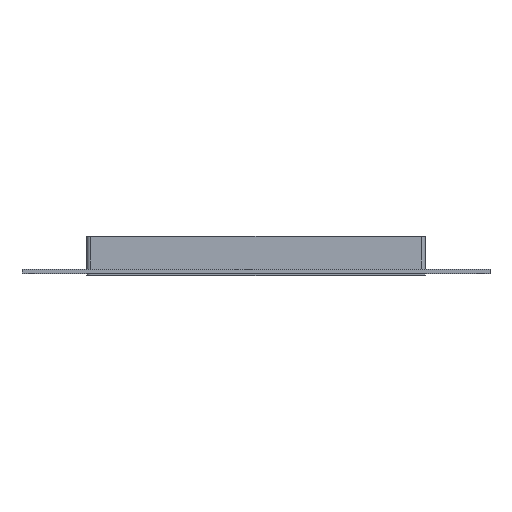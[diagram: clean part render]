
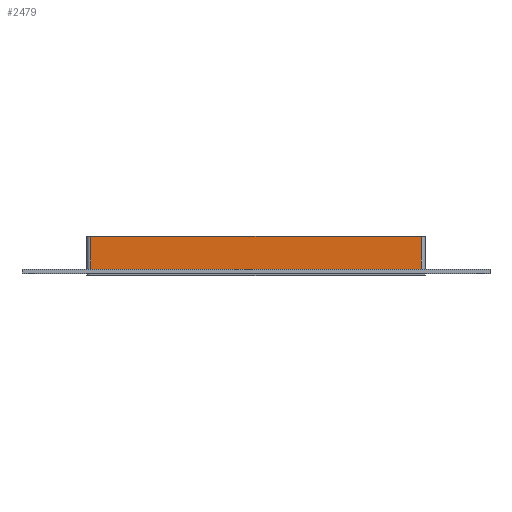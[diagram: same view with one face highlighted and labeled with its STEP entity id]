
A CAD part, top view. The second image highlights one B-rep face of the part: STEP entity #2479.
In plain terms, the highlighted planar face has unit normal (0, 0, 1).
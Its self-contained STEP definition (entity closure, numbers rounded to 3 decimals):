
#1322=CARTESIAN_POINT('',(-256.,57.0,290.));
#1323=VERTEX_POINT('',#1322);
#1331=CARTESIAN_POINT('',(256.,57.0,290.));
#1332=VERTEX_POINT('',#1331);
#1333=CARTESIAN_POINT('',(-256.0,57.0,290.));
#1334=DIRECTION('',(1.0,0.0,0.0));
#1335=VECTOR('',#1334,512.0);
#1336=LINE('',#1333,#1335);
#1337=EDGE_CURVE('',#1323,#1332,#1336,.T.);
#1929=CARTESIAN_POINT('',(256.,6.,290.));
#1930=VERTEX_POINT('',#1929);
#1938=CARTESIAN_POINT('',(-256.,6.,290.));
#1939=VERTEX_POINT('',#1938);
#1940=CARTESIAN_POINT('',(-256.0,6.,290.));
#1941=DIRECTION('',(1.0,0.0,0.0));
#1942=VECTOR('',#1941,512.0);
#1943=LINE('',#1940,#1942);
#1944=EDGE_CURVE('',#1939,#1930,#1943,.T.);
#2243=CARTESIAN_POINT('',(256.,57.0,290.));
#2244=DIRECTION('',(0.0,-1.0,0.0));
#2245=VECTOR('',#2244,51.0);
#2246=LINE('',#2243,#2245);
#2247=EDGE_CURVE('',#1332,#1930,#2246,.T.);
#2457=CARTESIAN_POINT('',(-256.,6.,290.));
#2458=DIRECTION('',(0.0,1.0,0.0));
#2459=VECTOR('',#2458,51.0);
#2460=LINE('',#2457,#2459);
#2461=EDGE_CURVE('',#1939,#1323,#2460,.T.);
#2468=CARTESIAN_POINT('',(-262.0,0.0,290.));
#2469=DIRECTION('',(0.0,0.0,1.0));
#2470=DIRECTION('',(1.0,0.0,0.0));
#2471=AXIS2_PLACEMENT_3D('',#2468,#2469,#2470);
#2472=PLANE('',#2471);
#2473=ORIENTED_EDGE('',*,*,#1944,.T.);
#2474=ORIENTED_EDGE('',*,*,#2247,.F.);
#2475=ORIENTED_EDGE('',*,*,#1337,.F.);
#2476=ORIENTED_EDGE('',*,*,#2461,.F.);
#2477=EDGE_LOOP('',(#2473,#2474,#2475,#2476));
#2478=FACE_OUTER_BOUND('',#2477,.T.);
#2479=ADVANCED_FACE('',(#2478),#2472,.T.);
